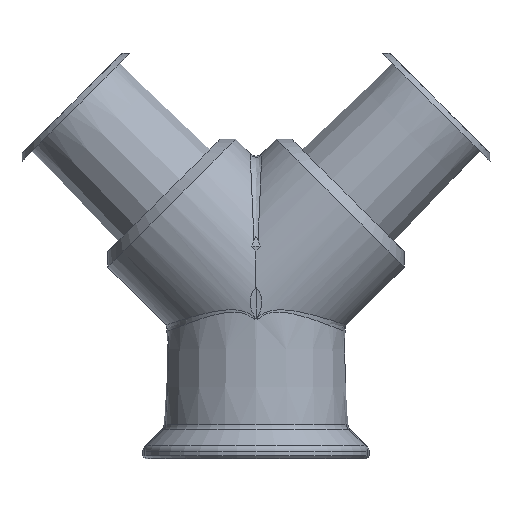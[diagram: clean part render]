
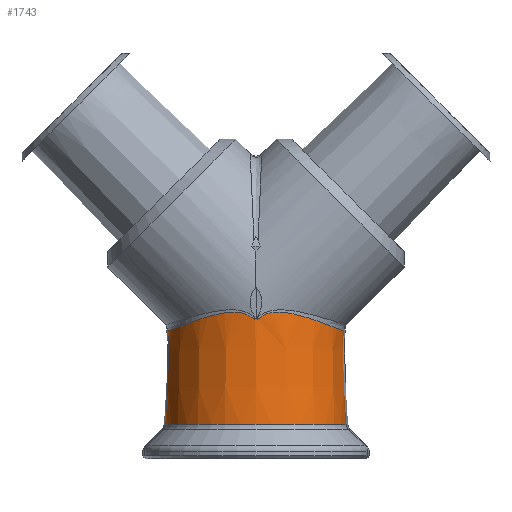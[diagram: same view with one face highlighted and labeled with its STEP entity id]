
A CAD part, left-side view. The second image highlights one B-rep face of the part: STEP entity #1743.
In plain terms, the highlighted conical face has half-angle 1.5 degrees and reference radius 13.309 mm.
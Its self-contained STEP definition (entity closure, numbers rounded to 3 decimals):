
#107=B_SPLINE_CURVE_WITH_KNOTS('',3,(#3321,#3322,#3323,#3324,#3325,#3326,
#3327,#3328,#3329,#3330,#3331,#3332,#3333,#3334),.UNSPECIFIED.,.F.,.F.,
(4,1,1,1,1,1,1,1,1,1,1,4),(-6.361,-6.202,-6.043,
-5.725,-5.089,-4.453,-3.818,
-3.182,-2.546,-2.228,-2.069,
-1.91),.UNSPECIFIED.);
#115=B_SPLINE_CURVE_WITH_KNOTS('',3,(#3544,#3545,#3546,#3547,#3548,#3549,
#3550,#3551,#3552,#3553,#3554,#3555,#3556,#3557),.UNSPECIFIED.,.F.,.F.,
(4,1,1,1,1,1,1,1,1,1,1,4),(-6.361,-6.202,-6.043,
-5.725,-5.089,-4.454,-3.818,
-3.182,-2.546,-2.228,-2.069,
-1.91),.UNSPECIFIED.);
#116=B_SPLINE_CURVE_WITH_KNOTS('',3,(#3572,#3573,#3574,#3575),
 .UNSPECIFIED.,.F.,.F.,(4,4),(0.301,0.316),
 .UNSPECIFIED.);
#117=B_SPLINE_CURVE_WITH_KNOTS('',3,(#3577,#3578,#3579,#3580),
 .UNSPECIFIED.,.F.,.F.,(4,4),(-1.42,-1.413),
 .UNSPECIFIED.);
#118=B_SPLINE_CURVE_WITH_KNOTS('',3,(#3582,#3583,#3584,#3585),
 .UNSPECIFIED.,.F.,.F.,(4,4),(-1.729,-1.722),
 .UNSPECIFIED.);
#119=B_SPLINE_CURVE_WITH_KNOTS('',3,(#3586,#3587,#3588,#3589),
 .UNSPECIFIED.,.F.,.F.,(4,4),(0.167,0.183),
 .UNSPECIFIED.);
#120=B_SPLINE_CURVE_WITH_KNOTS('',3,(#3591,#3592,#3593,#3594),
 .UNSPECIFIED.,.F.,.F.,(4,4),(0.301,0.316),
 .UNSPECIFIED.);
#121=B_SPLINE_CURVE_WITH_KNOTS('',3,(#3596,#3597,#3598,#3599),
 .UNSPECIFIED.,.F.,.F.,(4,4),(1.722,1.729),
 .UNSPECIFIED.);
#122=B_SPLINE_CURVE_WITH_KNOTS('',3,(#3602,#3603,#3604,#3605),
 .UNSPECIFIED.,.F.,.F.,(4,4),(1.413,1.42),
 .UNSPECIFIED.);
#123=B_SPLINE_CURVE_WITH_KNOTS('',3,(#3606,#3607,#3608,#3609),
 .UNSPECIFIED.,.F.,.F.,(4,4),(0.167,0.183),
 .UNSPECIFIED.);
#277=FACE_OUTER_BOUND('',#390,.T.);
#390=EDGE_LOOP('',(#1244,#1245,#1246,#1247,#1248,#1249,#1250,#1251,#1252,
#1253,#1254,#1255,#1256));
#497=LINE('',#3600,#545);
#545=VECTOR('',#2205,13.309);
#607=CIRCLE('',#1914,13.177);
#715=VERTEX_POINT('',#3250);
#718=VERTEX_POINT('',#3295);
#723=VERTEX_POINT('',#3489);
#724=VERTEX_POINT('',#3518);
#727=VERTEX_POINT('',#3567);
#728=VERTEX_POINT('',#3571);
#729=VERTEX_POINT('',#3576);
#730=VERTEX_POINT('',#3581);
#731=VERTEX_POINT('',#3590);
#732=VERTEX_POINT('',#3595);
#733=VERTEX_POINT('',#3601);
#905=EDGE_CURVE('',#718,#715,#107,.T.);
#917=EDGE_CURVE('',#724,#723,#115,.T.);
#922=EDGE_CURVE('',#727,#727,#607,.T.);
#924=EDGE_CURVE('',#718,#728,#116,.T.);
#925=EDGE_CURVE('',#729,#728,#117,.T.);
#926=EDGE_CURVE('',#730,#729,#118,.T.);
#927=EDGE_CURVE('',#730,#723,#119,.T.);
#928=EDGE_CURVE('',#724,#731,#120,.T.);
#929=EDGE_CURVE('',#732,#731,#121,.T.);
#930=EDGE_CURVE('',#732,#727,#497,.T.);
#931=EDGE_CURVE('',#733,#732,#122,.T.);
#932=EDGE_CURVE('',#733,#715,#123,.T.);
#1244=ORIENTED_EDGE('',*,*,#924,.T.);
#1245=ORIENTED_EDGE('',*,*,#925,.F.);
#1246=ORIENTED_EDGE('',*,*,#926,.F.);
#1247=ORIENTED_EDGE('',*,*,#927,.T.);
#1248=ORIENTED_EDGE('',*,*,#917,.F.);
#1249=ORIENTED_EDGE('',*,*,#928,.T.);
#1250=ORIENTED_EDGE('',*,*,#929,.F.);
#1251=ORIENTED_EDGE('',*,*,#930,.T.);
#1252=ORIENTED_EDGE('',*,*,#922,.F.);
#1253=ORIENTED_EDGE('',*,*,#930,.F.);
#1254=ORIENTED_EDGE('',*,*,#931,.F.);
#1255=ORIENTED_EDGE('',*,*,#932,.T.);
#1256=ORIENTED_EDGE('',*,*,#905,.F.);
#1688=CONICAL_SURFACE('',#1916,13.309,0.026);
#1743=ADVANCED_FACE('',(#277),#1688,.T.);
#1914=AXIS2_PLACEMENT_3D('',#3568,#2199,#2200);
#1916=AXIS2_PLACEMENT_3D('',#3570,#2203,#2204);
#2199=DIRECTION('center_axis',(0.,0.,-1.));
#2200=DIRECTION('ref_axis',(-1.,0.,0.));
#2203=DIRECTION('center_axis',(0.,0.,-1.));
#2204=DIRECTION('ref_axis',(-1.,0.,0.));
#2205=DIRECTION('',(0.026,0.,-1.));
#3250=CARTESIAN_POINT('',(12.776,-0.2,33.294));
#3295=CARTESIAN_POINT('',(-12.776,-0.2,33.294));
#3321=CARTESIAN_POINT('Ctrl Pts',(-12.776,-0.2,
33.294));
#3322=CARTESIAN_POINT('Ctrl Pts',(-12.761,-0.579,
33.622));
#3323=CARTESIAN_POINT('Ctrl Pts',(-12.7,-1.426,34.168));
#3324=CARTESIAN_POINT('Ctrl Pts',(-12.369,-3.336,34.534));
#3325=CARTESIAN_POINT('Ctrl Pts',(-11.247,-6.534,33.97));
#3326=CARTESIAN_POINT('Ctrl Pts',(-8.283,-10.302,32.615));
#3327=CARTESIAN_POINT('Ctrl Pts',(-2.998,-12.931,31.587));
#3328=CARTESIAN_POINT('Ctrl Pts',(2.997,-12.928,31.588));
#3329=CARTESIAN_POINT('Ctrl Pts',(8.284,-10.302,32.614));
#3330=CARTESIAN_POINT('Ctrl Pts',(11.247,-6.534,33.971));
#3331=CARTESIAN_POINT('Ctrl Pts',(12.369,-3.336,34.534));
#3332=CARTESIAN_POINT('Ctrl Pts',(12.7,-1.426,34.168));
#3333=CARTESIAN_POINT('Ctrl Pts',(12.761,-0.579,33.622));
#3334=CARTESIAN_POINT('Ctrl Pts',(12.776,-0.2,33.294));
#3489=CARTESIAN_POINT('',(-12.776,0.2,33.294));
#3518=CARTESIAN_POINT('',(12.776,0.2,33.294));
#3544=CARTESIAN_POINT('Ctrl Pts',(12.776,0.2,33.294));
#3545=CARTESIAN_POINT('Ctrl Pts',(12.761,0.579,33.622));
#3546=CARTESIAN_POINT('Ctrl Pts',(12.7,1.426,34.168));
#3547=CARTESIAN_POINT('Ctrl Pts',(12.369,3.336,34.534));
#3548=CARTESIAN_POINT('Ctrl Pts',(11.247,6.534,33.97));
#3549=CARTESIAN_POINT('Ctrl Pts',(8.283,10.302,32.615));
#3550=CARTESIAN_POINT('Ctrl Pts',(2.998,12.931,31.587));
#3551=CARTESIAN_POINT('Ctrl Pts',(-2.997,12.928,31.588));
#3552=CARTESIAN_POINT('Ctrl Pts',(-8.284,10.302,32.614));
#3553=CARTESIAN_POINT('Ctrl Pts',(-11.247,6.534,33.971));
#3554=CARTESIAN_POINT('Ctrl Pts',(-12.369,3.336,34.534));
#3555=CARTESIAN_POINT('Ctrl Pts',(-12.7,1.426,34.168));
#3556=CARTESIAN_POINT('Ctrl Pts',(-12.761,0.579,33.622));
#3557=CARTESIAN_POINT('Ctrl Pts',(-12.776,0.2,33.294));
#3567=CARTESIAN_POINT('',(13.177,0.,18.026));
#3568=CARTESIAN_POINT('Origin',(0.,0.,18.026));
#3570=CARTESIAN_POINT('Origin',(0.,0.,13.));
#3571=CARTESIAN_POINT('',(-12.774,-0.09,33.402));
#3572=CARTESIAN_POINT('Ctrl Pts',(-12.776,-0.2,
33.294));
#3573=CARTESIAN_POINT('Ctrl Pts',(-12.776,-0.163,33.33));
#3574=CARTESIAN_POINT('Ctrl Pts',(-12.775,-0.126,
33.366));
#3575=CARTESIAN_POINT('Ctrl Pts',(-12.774,-0.09,
33.402));
#3576=CARTESIAN_POINT('',(-12.772,0.,33.489));
#3577=CARTESIAN_POINT('Ctrl Pts',(-12.772,0.,
33.489));
#3578=CARTESIAN_POINT('Ctrl Pts',(-12.773,-0.03,
33.46));
#3579=CARTESIAN_POINT('Ctrl Pts',(-12.774,-0.06,
33.431));
#3580=CARTESIAN_POINT('Ctrl Pts',(-12.774,-0.09,
33.402));
#3581=CARTESIAN_POINT('',(-12.774,0.09,33.402));
#3582=CARTESIAN_POINT('Ctrl Pts',(-12.774,0.09,
33.402));
#3583=CARTESIAN_POINT('Ctrl Pts',(-12.774,0.06,33.431));
#3584=CARTESIAN_POINT('Ctrl Pts',(-12.773,0.03,
33.46));
#3585=CARTESIAN_POINT('Ctrl Pts',(-12.772,0.,
33.489));
#3586=CARTESIAN_POINT('Ctrl Pts',(-12.774,0.09,
33.402));
#3587=CARTESIAN_POINT('Ctrl Pts',(-12.775,0.126,33.366));
#3588=CARTESIAN_POINT('Ctrl Pts',(-12.776,0.163,33.33));
#3589=CARTESIAN_POINT('Ctrl Pts',(-12.776,0.2,33.294));
#3590=CARTESIAN_POINT('',(12.774,0.09,33.402));
#3591=CARTESIAN_POINT('Ctrl Pts',(12.776,0.2,33.294));
#3592=CARTESIAN_POINT('Ctrl Pts',(12.776,0.163,33.33));
#3593=CARTESIAN_POINT('Ctrl Pts',(12.775,0.126,33.366));
#3594=CARTESIAN_POINT('Ctrl Pts',(12.774,0.09,33.402));
#3595=CARTESIAN_POINT('',(12.772,0.,33.489));
#3596=CARTESIAN_POINT('Ctrl Pts',(12.772,0.,33.489));
#3597=CARTESIAN_POINT('Ctrl Pts',(12.773,0.03,33.46));
#3598=CARTESIAN_POINT('Ctrl Pts',(12.774,0.06,33.431));
#3599=CARTESIAN_POINT('Ctrl Pts',(12.774,0.09,33.402));
#3600=CARTESIAN_POINT('',(13.309,0.,13.));
#3601=CARTESIAN_POINT('',(12.774,-0.09,33.402));
#3602=CARTESIAN_POINT('Ctrl Pts',(12.774,-0.09,
33.402));
#3603=CARTESIAN_POINT('Ctrl Pts',(12.774,-0.06,
33.431));
#3604=CARTESIAN_POINT('Ctrl Pts',(12.773,-0.03,
33.46));
#3605=CARTESIAN_POINT('Ctrl Pts',(12.772,0.,
33.489));
#3606=CARTESIAN_POINT('Ctrl Pts',(12.774,-0.09,
33.402));
#3607=CARTESIAN_POINT('Ctrl Pts',(12.775,-0.126,33.366));
#3608=CARTESIAN_POINT('Ctrl Pts',(12.776,-0.163,33.33));
#3609=CARTESIAN_POINT('Ctrl Pts',(12.776,-0.2,33.294));
